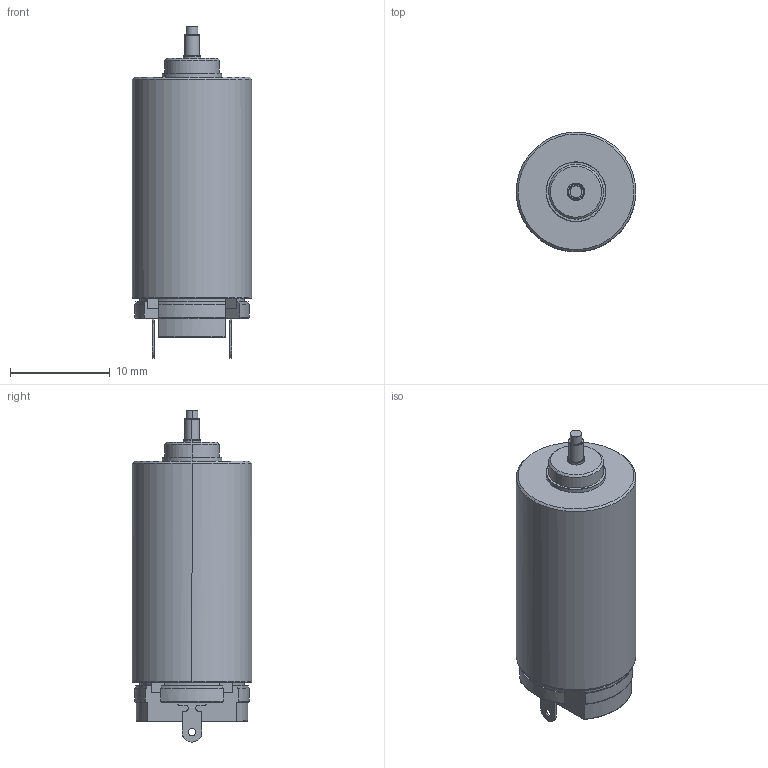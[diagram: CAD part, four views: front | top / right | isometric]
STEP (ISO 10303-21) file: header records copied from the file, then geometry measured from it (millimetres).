
FILE_DESCRIPTION(/* description */ (''),/* implementation_level */ '2;1');
FILE_NAME(/* name */ '1224_SR',/* time_stamp */ '2013-10-03T16:32:58+02:00',/* author */ (''),/* organization */ (''),/* preprocessor_version */ 'ST-DEVELOPER v10',/* originating_system */ '',/* authorisation */ '');
FILE_SCHEMA (('CONFIG_CONTROL_DESIGN'));
Length unit declared in the file: millimetre
Products named in the file (1): 1
Bounding box: 12 x 11.99 x 33.35 mm (x, y, z)
Volume: 2886.8 mm3; surface area: 1512.6 mm2
Topology: 2 solids, 2 shells, 122 faces, 318 edges, 208 vertices
Faces by surface type: bspline 122
Entity records: 3944 total; most frequent: CARTESIAN_POINT 2031, ORIENTED_EDGE 636, EDGE_CURVE 318, VERTEX_POINT 208, B_SPLINE_CURVE_WITH_KNOTS 206, EDGE_LOOP 134, ADVANCED_FACE 122, FACE_OUTER_BOUND 122
